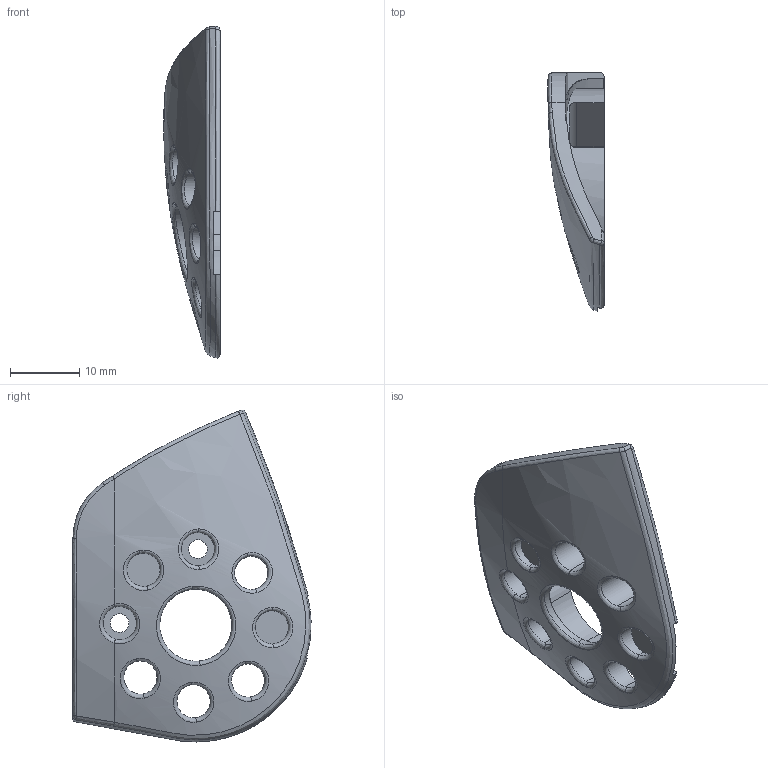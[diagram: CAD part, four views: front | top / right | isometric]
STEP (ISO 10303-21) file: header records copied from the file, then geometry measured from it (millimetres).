
FILE_DESCRIPTION (( 'STEP AP203' ), '1' );
FILE_NAME ('2015-09-25_Unterschenkel_Knoecheldeckel_L.STEP', '2015-09-25T11:15:10', ( 'Anwender' ), ( '' ), 'SwSTEP 2.0', 'SolidWorks 2014', '' );
FILE_SCHEMA (( 'CONFIG_CONTROL_DESIGN' ));
Length unit declared in the file: millimetre
Products named in the file (1): 2015-09-25_Unterschenkel_Knoecheldeckel_L
Bounding box: 8.17 x 34.42 x 47.98 mm (x, y, z)
Volume: 3420.8 mm3; surface area: 3413.9 mm2
Topology: 1 solids, 1 shells, 113 faces, 305 edges, 198 vertices
Faces by surface type: bspline 50, cylinder 37, plane 25, torus 1
Entity records: 10457 total; most frequent: CARTESIAN_POINT 7974, ORIENTED_EDGE 610, DIRECTION 335, EDGE_CURVE 305, VERTEX_POINT 198, B_SPLINE_CURVE_WITH_KNOTS 169, AXIS2_PLACEMENT_3D 135, EDGE_LOOP 131
